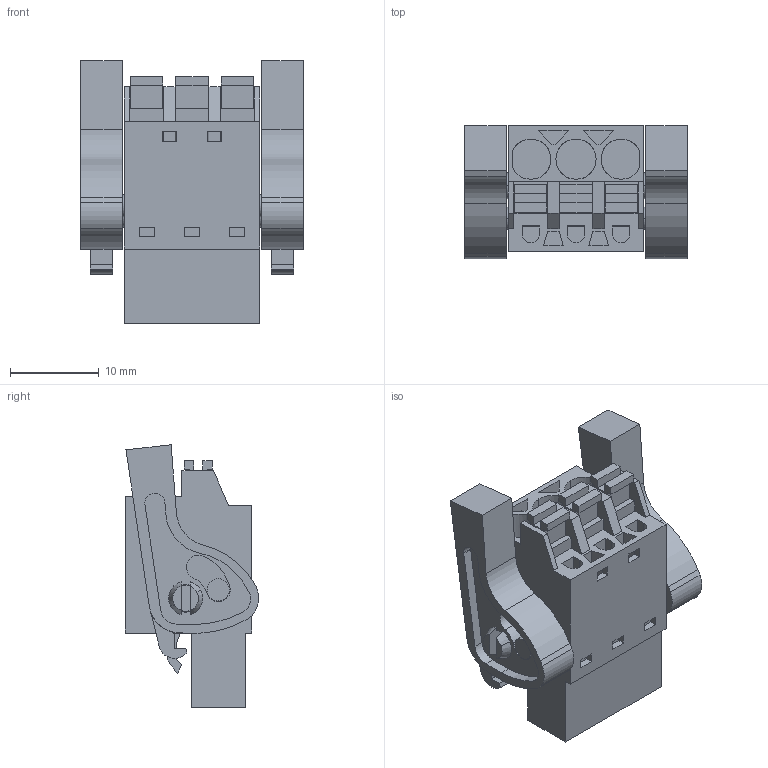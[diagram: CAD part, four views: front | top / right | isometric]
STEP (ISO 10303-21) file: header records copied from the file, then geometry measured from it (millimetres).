
FILE_DESCRIPTION(('CATIA V5 STEP Exchange','CAx-IF Rec.Pracs.--- Model Styling and Organization---1.2---2011-12-15'),'2;1');
FILE_NAME ('D1446620_0_1014380000_1014380000.stp','2017-04-29T06:10:28+00:00',('none'),('Weidmueller'),'CATIA Version 5-6 Release 2014','CATIA V5 STEP AP214','none');
FILE_SCHEMA(('AUTOMOTIVE_DESIGN { 1 0 10303 214 1 1 1 1 }'));
Length unit declared in the file: millimetre
Products named in the file (1): 1014380000
Bounding box: 25.06 x 14.96 x 29.52 mm (x, y, z)
Volume: 4811.7 mm3; surface area: 4486.9 mm2
Topology: 6 solids, 6 shells, 351 faces, 962 edges, 654 vertices
Faces by surface type: plane 256, cylinder 86, cone 8, extrusion 1
Entity records: 11265 total; most frequent: CARTESIAN_POINT 2173, ORIENTED_EDGE 1924, DIRECTION 1516, EDGE_CURVE 962, VECTOR 753, LINE 752, VERTEX_POINT 654, AXIS2_PLACEMENT_3D 467
